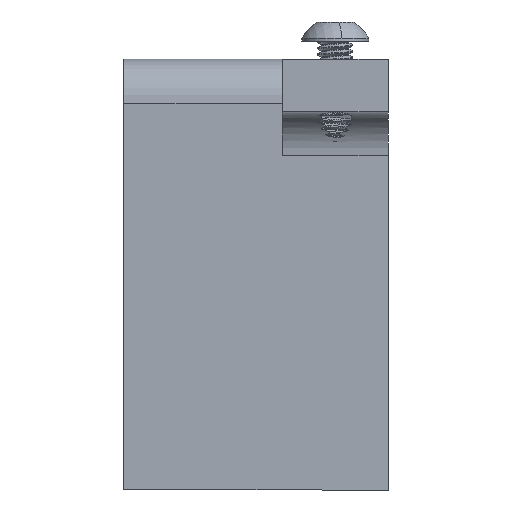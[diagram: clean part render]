
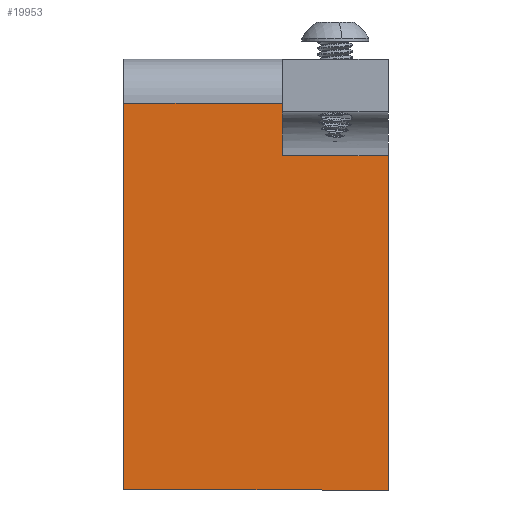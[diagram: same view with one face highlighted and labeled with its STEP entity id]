
A CAD part, front view. The second image highlights one B-rep face of the part: STEP entity #19953.
In plain terms, the highlighted planar face has unit normal (0, -1, 0).
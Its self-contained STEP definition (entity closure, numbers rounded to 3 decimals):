
#359 = ORIENTED_EDGE ( 'NONE', *, *, #42158, .T. ) ;
#804 = DIRECTION ( 'NONE',  ( 0., 0., -1. ) ) ;
#1623 = DIRECTION ( 'NONE',  ( -1., 0., 0. ) ) ;
#2745 = DIRECTION ( 'NONE',  ( 0., 0., -1. ) ) ;
#4317 = LINE ( 'NONE', #7720, #15622 ) ;
#5621 = CARTESIAN_POINT ( 'NONE',  ( 89.572, 12.621, -48.135 ) ) ;
#6543 = ORIENTED_EDGE ( 'NONE', *, *, #16507, .F. ) ;
#7720 = CARTESIAN_POINT ( 'NONE',  ( 89.572, 12.621, -48.135 ) ) ;
#8532 = VERTEX_POINT ( 'NONE', #32037 ) ;
#8850 = CARTESIAN_POINT ( 'NONE',  ( 77.572, 12.621, -48.135 ) ) ;
#9685 = VECTOR ( 'NONE', #2745, 1000. ) ;
#12296 = DIRECTION ( 'NONE',  ( 0., 0., -1. ) ) ;
#12882 = EDGE_CURVE ( 'Defeatured_0_33+Defeatured_0_13+Defeatured_0_58+Defeatured_0_59', #37221, #8532, #42570, .T. ) ;
#13130 = EDGE_LOOP ( 'NONE', ( #6543, #40823, #359, #19738, #38520, #29698 ) ) ;
#14760 = LINE ( 'NONE', #35917, #33514 ) ;
#14874 = VERTEX_POINT ( 'NONE', #37039 ) ;
#15187 = VECTOR ( 'NONE', #34801, 1000. ) ;
#15622 = VECTOR ( 'NONE', #804, 1000. ) ;
#16507 = EDGE_CURVE ( 'Defeatured_0_61+Defeatured_0_13+Defeatured_0_67+Defeatured_0_22', #28082, #16989, #23123, .T. ) ;
#16989 = VERTEX_POINT ( 'NONE', #44501 ) ;
#17588 = EDGE_CURVE ( 'Defeatured_0_58+Defeatured_0_13+Defeatured_0_22+Defeatured_0_33', #41183, #37221, #4317, .T. ) ;
#19425 = DIRECTION ( 'NONE',  ( 0., 0., 1. ) ) ;
#19738 = ORIENTED_EDGE ( 'NONE', *, *, #12882, .F. ) ;
#19953 = ADVANCED_FACE ( 'Defeatured_0_13', ( #27554 ), #33171, .F. ) ;
#20875 = CARTESIAN_POINT ( 'NONE',  ( 89.572, 12.621, -53.135 ) ) ;
#23123 = LINE ( 'NONE', #8850, #32187 ) ;
#24974 = EDGE_CURVE ( 'Defeatured_0_13+Defeatured_0_22+Defeatured_0_58+Defeatured_0_61', #41183, #16989, #14760, .T. ) ;
#27554 = FACE_OUTER_BOUND ( 'NONE', #13130, .T. ) ;
#28082 = VERTEX_POINT ( 'NONE', #28836 ) ;
#28765 = CARTESIAN_POINT ( 'NONE',  ( 89.572, 12.621, -97.03 ) ) ;
#28836 = CARTESIAN_POINT ( 'NONE',  ( 77.572, 12.621, -53.135 ) ) ;
#29698 = ORIENTED_EDGE ( 'NONE', *, *, #24974, .T. ) ;
#32037 = CARTESIAN_POINT ( 'NONE',  ( 59.572, 12.621, -97.03 ) ) ;
#32187 = VECTOR ( 'NONE', #12296, 1000. ) ;
#32580 = DIRECTION ( 'NONE',  ( 0., 1., 0. ) ) ;
#33171 = PLANE ( 'NONE',  #42116 ) ;
#33514 = VECTOR ( 'NONE', #37518, 1000. ) ;
#34801 = DIRECTION ( 'NONE',  ( -1., 0., 0. ) ) ;
#35622 = CARTESIAN_POINT ( 'NONE',  ( 59.572, 12.621, -48.135 ) ) ;
#35917 = CARTESIAN_POINT ( 'NONE',  ( 89.572, 12.621, -59.135 ) ) ;
#37039 = CARTESIAN_POINT ( 'NONE',  ( 59.572, 12.621, -53.135 ) ) ;
#37221 = VERTEX_POINT ( 'NONE', #41917 ) ;
#37518 = DIRECTION ( 'NONE',  ( -1., 0., 0. ) ) ;
#38274 = VECTOR ( 'NONE', #1623, 1000. ) ;
#38303 = EDGE_CURVE ( 'Defeatured_0_13+Defeatured_0_67+Defeatured_0_61+Defeatured_0_59', #28082, #14874, #43599, .T. ) ;
#38520 = ORIENTED_EDGE ( 'NONE', *, *, #17588, .F. ) ;
#38526 = CARTESIAN_POINT ( 'NONE',  ( 89.572, 12.621, -59.135 ) ) ;
#39236 = LINE ( 'NONE', #35622, #9685 ) ;
#40823 = ORIENTED_EDGE ( 'NONE', *, *, #38303, .T. ) ;
#41183 = VERTEX_POINT ( 'NONE', #38526 ) ;
#41917 = CARTESIAN_POINT ( 'NONE',  ( 89.572, 12.621, -97.03 ) ) ;
#42116 = AXIS2_PLACEMENT_3D ( 'NONE', #5621, #32580, #19425 ) ;
#42158 = EDGE_CURVE ( 'Defeatured_0_13+Defeatured_0_59+Defeatured_0_67+Defeatured_0_33', #14874, #8532, #39236, .T. ) ;
#42570 = LINE ( 'NONE', #28765, #38274 ) ;
#43599 = LINE ( 'NONE', #20875, #15187 ) ;
#44501 = CARTESIAN_POINT ( 'NONE',  ( 77.572, 12.621, -59.135 ) ) ;
